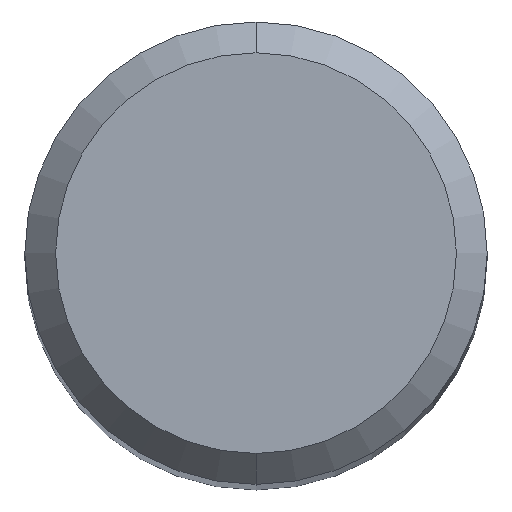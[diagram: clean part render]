
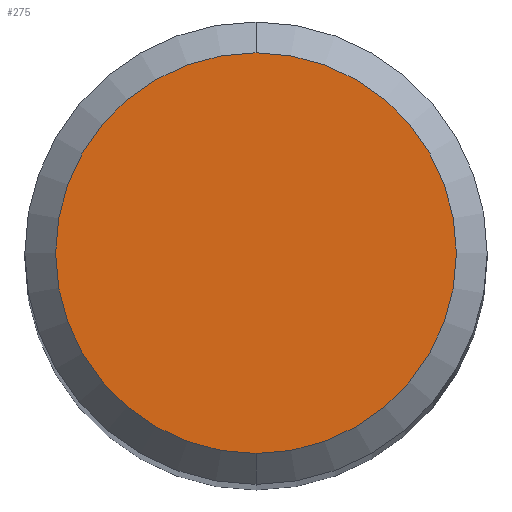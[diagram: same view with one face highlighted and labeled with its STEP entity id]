
A CAD part, top view. The second image highlights one B-rep face of the part: STEP entity #275.
In plain terms, the highlighted planar face has unit normal (0, 0, 1).
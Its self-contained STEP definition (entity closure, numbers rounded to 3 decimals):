
#265=VERTEX_POINT('',#566);
#275=ADVANCED_FACE('',(#577),#578,.T.);
#373=VERTEX_POINT('',#687);
#395=EDGE_CURVE('',#265,#373,#710,.T.);
#411=EDGE_CURVE('',#373,#265,#726,.T.);
#566=CARTESIAN_POINT('',(0.0,2.6,40.961));
#577=FACE_OUTER_BOUND('',#979,.T.);
#578=PLANE('',#980);
#687=CARTESIAN_POINT('',(0.,-2.6,40.961));
#710=CIRCLE('',#1301,2.6);
#726=CIRCLE('',#1352,2.6);
#979=EDGE_LOOP('',(#1537,#1538));
#980=AXIS2_PLACEMENT_3D('',#1539,#1540,#1541);
#1301=AXIS2_PLACEMENT_3D('',#1685,#1686,#1687);
#1352=AXIS2_PLACEMENT_3D('',#1694,#1695,#1696);
#1537=ORIENTED_EDGE('',*,*,#395,.F.);
#1538=ORIENTED_EDGE('',*,*,#411,.F.);
#1539=CARTESIAN_POINT('',(0.0,1.3,40.961));
#1540=DIRECTION('',(0.0,0.0,1.0));
#1541=DIRECTION('',(0.0,-1.0,0.0));
#1685=CARTESIAN_POINT('',(0.0,0.0,40.961));
#1686=DIRECTION('',(0.0,0.0,-1.0));
#1687=DIRECTION('',(0.0,1.0,0.0));
#1694=CARTESIAN_POINT('',(0.0,0.0,40.961));
#1695=DIRECTION('',(0.0,0.0,-1.0));
#1696=DIRECTION('',(0.0,1.0,0.0));
